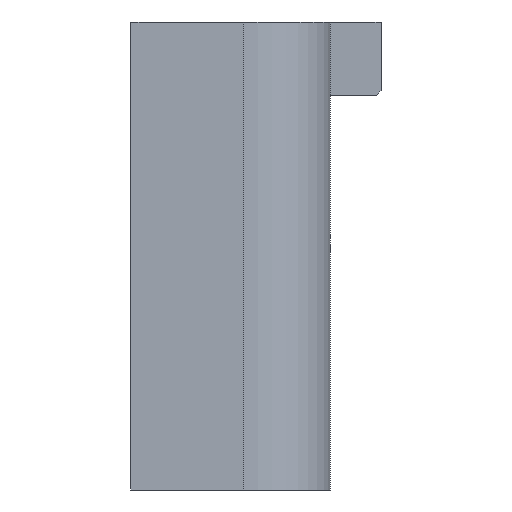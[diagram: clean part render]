
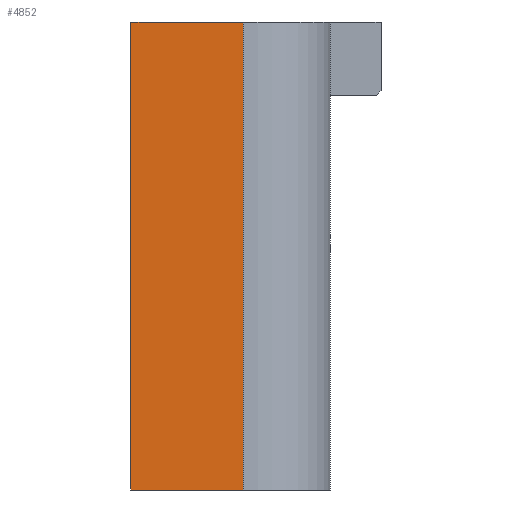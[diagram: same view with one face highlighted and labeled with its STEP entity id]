
A CAD part, left-side view. The second image highlights one B-rep face of the part: STEP entity #4852.
In plain terms, the highlighted planar face has unit normal (-1, 0, 0).
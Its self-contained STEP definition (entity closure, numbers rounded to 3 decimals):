
#23 = DIRECTION ( 'NONE',  ( 0., -1., 0. ) ) ;
#208 = VECTOR ( 'NONE', #957, 1000. ) ;
#407 = EDGE_CURVE ( 'NONE', #1931, #2136, #4523, .T. ) ;
#471 = LINE ( 'NONE', #2577, #208 ) ;
#786 = EDGE_CURVE ( 'NONE', #2493, #4648, #471, .T. ) ;
#868 = CARTESIAN_POINT ( 'NONE',  ( -42., -2.75, 51. ) ) ;
#957 = DIRECTION ( 'NONE',  ( 0., -1., 0. ) ) ;
#1559 = DIRECTION ( 'NONE',  ( 0., 1., 0. ) ) ;
#1589 = DIRECTION ( 'NONE',  ( 1., 0., 0. ) ) ;
#1627 = CARTESIAN_POINT ( 'NONE',  ( -42., 0., 51. ) ) ;
#1799 = EDGE_LOOP ( 'NONE', ( #4045, #3655, #3704, #3750 ) ) ;
#1931 = VERTEX_POINT ( 'NONE', #4178 ) ;
#2008 = PLANE ( 'NONE',  #2406 ) ;
#2056 = VECTOR ( 'NONE', #2120, 1000. ) ;
#2100 = CARTESIAN_POINT ( 'NONE',  ( -42., -2.75, 0. ) ) ;
#2120 = DIRECTION ( 'NONE',  ( 0., 0., 1. ) ) ;
#2127 = CARTESIAN_POINT ( 'NONE',  ( -42., -15., 51. ) ) ;
#2136 = VERTEX_POINT ( 'NONE', #3853 ) ;
#2165 = DIRECTION ( 'NONE',  ( 0., 0., -1. ) ) ;
#2223 = CARTESIAN_POINT ( 'NONE',  ( -42., -15., 51. ) ) ;
#2406 = AXIS2_PLACEMENT_3D ( 'NONE', #1627, #1589, #1559 ) ;
#2493 = VERTEX_POINT ( 'NONE', #868 ) ;
#2577 = CARTESIAN_POINT ( 'NONE',  ( -42., 0., 51. ) ) ;
#2859 = EDGE_CURVE ( 'NONE', #1931, #2493, #3784, .T. ) ;
#2941 = FACE_OUTER_BOUND ( 'NONE', #1799, .T. ) ;
#3062 = VECTOR ( 'NONE', #23, 1000. ) ;
#3159 = VECTOR ( 'NONE', #2165, 1000. ) ;
#3185 = LINE ( 'NONE', #2223, #3159 ) ;
#3655 = ORIENTED_EDGE ( 'NONE', *, *, #2859, .F. ) ;
#3704 = ORIENTED_EDGE ( 'NONE', *, *, #407, .T. ) ;
#3750 = ORIENTED_EDGE ( 'NONE', *, *, #4816, .F. ) ;
#3784 = LINE ( 'NONE', #2100, #2056 ) ;
#3853 = CARTESIAN_POINT ( 'NONE',  ( -42., -15., 0. ) ) ;
#4045 = ORIENTED_EDGE ( 'NONE', *, *, #786, .F. ) ;
#4178 = CARTESIAN_POINT ( 'NONE',  ( -42., -2.75, 0. ) ) ;
#4523 = LINE ( 'NONE', #5118, #3062 ) ;
#4648 = VERTEX_POINT ( 'NONE', #2127 ) ;
#4816 = EDGE_CURVE ( 'NONE', #4648, #2136, #3185, .T. ) ;
#4852 = ADVANCED_FACE ( 'NONE', ( #2941 ), #2008, .F. ) ;
#5118 = CARTESIAN_POINT ( 'NONE',  ( -42., 0., 0. ) ) ;
